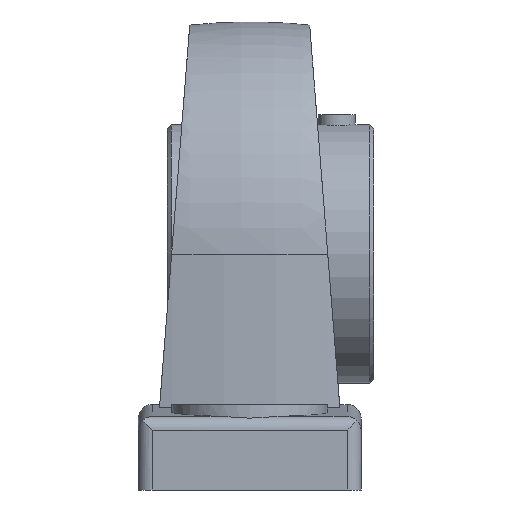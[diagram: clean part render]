
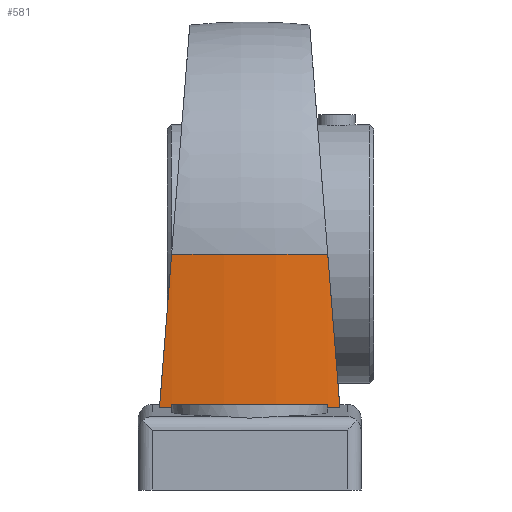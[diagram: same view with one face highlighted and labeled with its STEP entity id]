
A CAD part, front view. The second image highlights one B-rep face of the part: STEP entity #581.
In plain terms, the highlighted cylindrical face has radius 149.535 mm (diameter 299.07 mm), a partial arc.
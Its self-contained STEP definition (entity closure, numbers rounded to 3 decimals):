
#71 = DIRECTION ( 'NONE',  ( 0., 0., -1. ) ) ;
#126 = DIRECTION ( 'NONE',  ( 0., 0., 1. ) ) ;
#163 = ORIENTED_EDGE ( 'NONE', *, *, #9980, .T. ) ;
#520 = VERTEX_POINT ( 'NONE', #3496 ) ;
#553 = EDGE_CURVE ( 'NONE', #8368, #9929, #2421, .T. ) ;
#581 = ADVANCED_FACE ( 'NONE', ( #852 ), #1640, .T. ) ;
#791 = DIRECTION ( 'NONE',  ( 0., 0., 1. ) ) ;
#852 = FACE_OUTER_BOUND ( 'NONE', #3139, .T. ) ;
#891 = CARTESIAN_POINT ( 'NONE',  ( -24.277, -60.516, -41.261 ) ) ;
#1417 = CARTESIAN_POINT ( 'NONE',  ( 23.187, -60.696, -41.27 ) ) ;
#1470 = CARTESIAN_POINT ( 'NONE',  ( 22.094, -60.863, -41.279 ) ) ;
#1509 = CARTESIAN_POINT ( 'NONE',  ( -22.103, -60.861, -13.777 ) ) ;
#1541 = AXIS2_PLACEMENT_3D ( 'NONE', #4043, #2347, #8272 ) ;
#1550 = CARTESIAN_POINT ( 'NONE',  ( 23.191, -60.695, -27.531 ) ) ;
#1611 = VERTEX_POINT ( 'NONE', #5124 ) ;
#1640 = CYLINDRICAL_SURFACE ( 'NONE', #6538, 149.535 ) ;
#1828 = CIRCLE ( 'NONE', #4338, 149.535 ) ;
#2269 = CARTESIAN_POINT ( 'NONE',  ( 24.277, -60.516, -41.261 ) ) ;
#2347 = DIRECTION ( 'NONE',  ( 0., 0., 1. ) ) ;
#2421 = LINE ( 'NONE', #4228, #7089 ) ;
#2646 = ORIENTED_EDGE ( 'NONE', *, *, #6609, .T. ) ;
#2794 = ORIENTED_EDGE ( 'NONE', *, *, #3457, .T. ) ;
#2896 = CARTESIAN_POINT ( 'NONE',  ( -23.187, -60.696, -41.27 ) ) ;
#2907 =( BOUNDED_CURVE ( )  B_SPLINE_CURVE ( 3, ( #3750, #10654, #2896, #891 ),
 .UNSPECIFIED., .F., .T. ) 
 B_SPLINE_CURVE_WITH_KNOTS ( ( 4, 4 ),
 ( 0.141, 0.163 ),
 .UNSPECIFIED. ) 
 CURVE ( )  GEOMETRIC_REPRESENTATION_ITEM ( )  RATIONAL_B_SPLINE_CURVE ( ( 1., 1., 1., 1. ) ) 
 REPRESENTATION_ITEM ( '' )  );
#3010 = EDGE_CURVE ( 'NONE', #7126, #8643, #6140, .T. ) ;
#3057 = CARTESIAN_POINT ( 'NONE',  ( 21.014, -61.016, 0. ) ) ;
#3139 = EDGE_LOOP ( 'NONE', ( #3166, #2794, #163, #7104, #5447, #8750, #2646, #9828 ) ) ;
#3166 = ORIENTED_EDGE ( 'NONE', *, *, #553, .T. ) ;
#3274 =( BOUNDED_CURVE ( )  B_SPLINE_CURVE ( 3, ( #2269, #1550, #5593, #3057 ),
 .UNSPECIFIED., .F., .T. ) 
 B_SPLINE_CURVE_WITH_KNOTS ( ( 4, 4 ),
 ( 4.549, 4.571 ),
 .UNSPECIFIED. ) 
 CURVE ( )  GEOMETRIC_REPRESENTATION_ITEM ( )  RATIONAL_B_SPLINE_CURVE ( ( 1., 1., 1., 1. ) ) 
 REPRESENTATION_ITEM ( '' )  );
#3457 = EDGE_CURVE ( 'NONE', #9929, #520, #9804, .T. ) ;
#3496 = CARTESIAN_POINT ( 'NONE',  ( 21., -61.018, -40.5 ) ) ;
#3750 = CARTESIAN_POINT ( 'NONE',  ( -21., -61.018, -41.287 ) ) ;
#3955 = CARTESIAN_POINT ( 'NONE',  ( 21., -61.018, -40.932 ) ) ;
#4043 = CARTESIAN_POINT ( 'NONE',  ( 0., 87.035, -40.5 ) ) ;
#4228 = CARTESIAN_POINT ( 'NONE',  ( -21., -61.018, -40.932 ) ) ;
#4285 = CARTESIAN_POINT ( 'NONE',  ( 0., 87.035, -42.5 ) ) ;
#4338 = AXIS2_PLACEMENT_3D ( 'NONE', #7784, #71, #9531 ) ;
#4541 = EDGE_CURVE ( 'NONE', #8368, #7363, #2907, .T. ) ;
#4705 = VECTOR ( 'NONE', #10755, 1000. ) ;
#4846 =( BOUNDED_CURVE ( )  B_SPLINE_CURVE ( 3, ( #6858, #1509, #4942, #10227 ),
 .UNSPECIFIED., .F., .T. ) 
 B_SPLINE_CURVE_WITH_KNOTS ( ( 4, 4 ),
 ( 4.853, 4.875 ),
 .UNSPECIFIED. ) 
 CURVE ( )  GEOMETRIC_REPRESENTATION_ITEM ( )  RATIONAL_B_SPLINE_CURVE ( ( 1., 1., 1., 1. ) ) 
 REPRESENTATION_ITEM ( '' )  );
#4942 = CARTESIAN_POINT ( 'NONE',  ( -23.191, -60.695, -27.531 ) ) ;
#5019 = CARTESIAN_POINT ( 'NONE',  ( -21.014, -61.016, 0. ) ) ;
#5124 = CARTESIAN_POINT ( 'NONE',  ( 21.014, -61.016, 0. ) ) ;
#5447 = ORIENTED_EDGE ( 'NONE', *, *, #7614, .T. ) ;
#5593 = CARTESIAN_POINT ( 'NONE',  ( 22.103, -60.861, -13.777 ) ) ;
#5627 = CARTESIAN_POINT ( 'NONE',  ( 24.277, -60.516, -41.261 ) ) ;
#6140 =( BOUNDED_CURVE ( )  B_SPLINE_CURVE ( 3, ( #5627, #1417, #1470, #10907 ),
 .UNSPECIFIED., .F., .T. ) 
 B_SPLINE_CURVE_WITH_KNOTS ( ( 4, 4 ),
 ( 6.12, 6.142 ),
 .UNSPECIFIED. ) 
 CURVE ( )  GEOMETRIC_REPRESENTATION_ITEM ( )  RATIONAL_B_SPLINE_CURVE ( ( 1., 1., 1., 1. ) ) 
 REPRESENTATION_ITEM ( '' )  );
#6538 = AXIS2_PLACEMENT_3D ( 'NONE', #4285, #126, #7717 ) ;
#6609 = EDGE_CURVE ( 'NONE', #7001, #7363, #4846, .T. ) ;
#6858 = CARTESIAN_POINT ( 'NONE',  ( -21.014, -61.016, 0. ) ) ;
#7001 = VERTEX_POINT ( 'NONE', #5019 ) ;
#7089 = VECTOR ( 'NONE', #791, 1000. ) ;
#7104 = ORIENTED_EDGE ( 'NONE', *, *, #3010, .F. ) ;
#7126 = VERTEX_POINT ( 'NONE', #8676 ) ;
#7363 = VERTEX_POINT ( 'NONE', #9232 ) ;
#7614 = EDGE_CURVE ( 'NONE', #7126, #1611, #3274, .T. ) ;
#7717 = DIRECTION ( 'NONE',  ( -1., 0., 0. ) ) ;
#7784 = CARTESIAN_POINT ( 'NONE',  ( 0., 87.035, 0. ) ) ;
#8018 = EDGE_CURVE ( 'NONE', #1611, #7001, #1828, .T. ) ;
#8264 = CARTESIAN_POINT ( 'NONE',  ( -21., -61.018, -41.287 ) ) ;
#8272 = DIRECTION ( 'NONE',  ( -1., 0., 0. ) ) ;
#8368 = VERTEX_POINT ( 'NONE', #8264 ) ;
#8643 = VERTEX_POINT ( 'NONE', #11056 ) ;
#8676 = CARTESIAN_POINT ( 'NONE',  ( 24.277, -60.516, -41.261 ) ) ;
#8750 = ORIENTED_EDGE ( 'NONE', *, *, #8018, .T. ) ;
#9232 = CARTESIAN_POINT ( 'NONE',  ( -24.277, -60.516, -41.261 ) ) ;
#9531 = DIRECTION ( 'NONE',  ( -1., 0., 0. ) ) ;
#9775 = CARTESIAN_POINT ( 'NONE',  ( -21., -61.018, -40.5 ) ) ;
#9804 = CIRCLE ( 'NONE', #1541, 149.535 ) ;
#9828 = ORIENTED_EDGE ( 'NONE', *, *, #4541, .F. ) ;
#9929 = VERTEX_POINT ( 'NONE', #9775 ) ;
#9974 = LINE ( 'NONE', #3955, #4705 ) ;
#9980 = EDGE_CURVE ( 'NONE', #520, #8643, #9974, .T. ) ;
#10227 = CARTESIAN_POINT ( 'NONE',  ( -24.277, -60.516, -41.261 ) ) ;
#10654 = CARTESIAN_POINT ( 'NONE',  ( -22.094, -60.863, -41.279 ) ) ;
#10755 = DIRECTION ( 'NONE',  ( 0., 0., -1. ) ) ;
#10907 = CARTESIAN_POINT ( 'NONE',  ( 21., -61.018, -41.287 ) ) ;
#11056 = CARTESIAN_POINT ( 'NONE',  ( 21., -61.018, -41.287 ) ) ;
